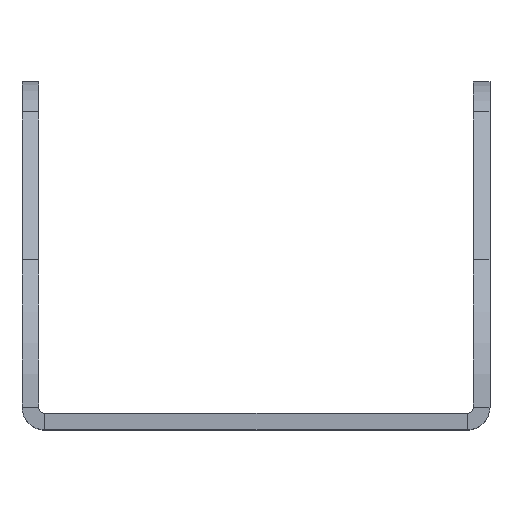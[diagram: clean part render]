
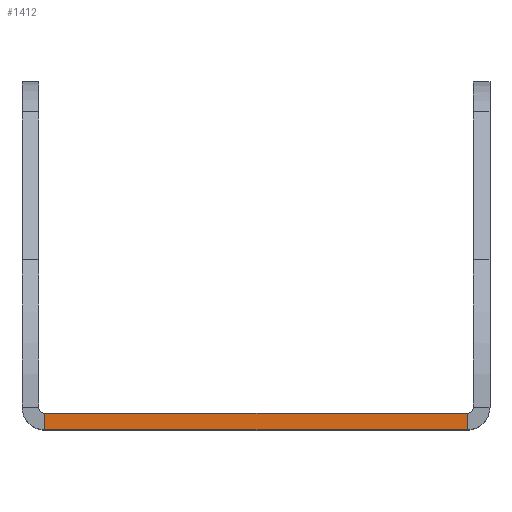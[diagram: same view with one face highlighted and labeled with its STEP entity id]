
A CAD part, top view. The second image highlights one B-rep face of the part: STEP entity #1412.
In plain terms, the highlighted planar face has unit normal (0, 0, 1).
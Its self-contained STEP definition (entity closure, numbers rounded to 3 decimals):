
#117 = LINE ( 'NONE', #1946, #1775 ) ;
#133 = DIRECTION ( 'NONE',  ( 0., 0., 1. ) ) ;
#155 = CARTESIAN_POINT ( 'NONE',  ( 0.737, 0., 46.34 ) ) ;
#395 = CARTESIAN_POINT ( 'NONE',  ( 0.737, -2., 46.34 ) ) ;
#404 = ORIENTED_EDGE ( 'NONE', *, *, #1745, .T. ) ;
#412 = ORIENTED_EDGE ( 'NONE', *, *, #985, .T. ) ;
#459 = DIRECTION ( 'NONE',  ( 0., 1., 0. ) ) ;
#508 = VERTEX_POINT ( 'NONE', #1886 ) ;
#537 = DIRECTION ( 'NONE',  ( 1., 0., 0. ) ) ;
#555 = CARTESIAN_POINT ( 'NONE',  ( 0., -2., 46.34 ) ) ;
#667 = LINE ( 'NONE', #555, #945 ) ;
#743 = CARTESIAN_POINT ( 'NONE',  ( -2., 0.737, 46.34 ) ) ;
#750 = DIRECTION ( 'NONE',  ( 1., 0., 0. ) ) ;
#819 = LINE ( 'NONE', #1824, #1527 ) ;
#855 = DIRECTION ( 'NONE',  ( 0., -1., 0. ) ) ;
#866 = PLANE ( 'NONE',  #1532 ) ;
#899 = FACE_OUTER_BOUND ( 'NONE', #1287, .T. ) ;
#910 = CARTESIAN_POINT ( 'NONE',  ( 0., 0., 46.34 ) ) ;
#945 = VECTOR ( 'NONE', #537, 1000. ) ;
#976 = LINE ( 'NONE', #910, #1743 ) ;
#985 = EDGE_CURVE ( 'NONE', #1016, #508, #117, .T. ) ;
#1016 = VERTEX_POINT ( 'NONE', #1929 ) ;
#1246 = EDGE_CURVE ( 'NONE', #1923, #1422, #819, .T. ) ;
#1287 = EDGE_LOOP ( 'NONE', ( #1817, #1781, #404, #412 ) ) ;
#1400 = DIRECTION ( 'NONE',  ( 1., 0., 0. ) ) ;
#1412 = ADVANCED_FACE ( 'NONE', ( #899 ), #866, .T. ) ;
#1422 = VERTEX_POINT ( 'NONE', #395 ) ;
#1492 = EDGE_CURVE ( 'NONE', #1923, #508, #976, .T. ) ;
#1527 = VECTOR ( 'NONE', #855, 1000. ) ;
#1532 = AXIS2_PLACEMENT_3D ( 'NONE', #743, #133, #1400 ) ;
#1743 = VECTOR ( 'NONE', #750, 1000. ) ;
#1745 = EDGE_CURVE ( 'NONE', #1422, #1016, #667, .T. ) ;
#1775 = VECTOR ( 'NONE', #459, 1000. ) ;
#1781 = ORIENTED_EDGE ( 'NONE', *, *, #1246, .T. ) ;
#1817 = ORIENTED_EDGE ( 'NONE', *, *, #1492, .F. ) ;
#1824 = CARTESIAN_POINT ( 'NONE',  ( 0.737, 0., 46.34 ) ) ;
#1886 = CARTESIAN_POINT ( 'NONE',  ( 51.263, 0., 46.34 ) ) ;
#1923 = VERTEX_POINT ( 'NONE', #155 ) ;
#1929 = CARTESIAN_POINT ( 'NONE',  ( 51.263, -2., 46.34 ) ) ;
#1946 = CARTESIAN_POINT ( 'NONE',  ( 51.263, -2., 46.34 ) ) ;
